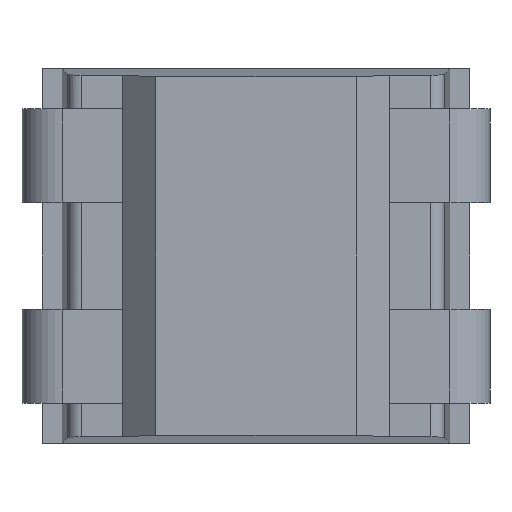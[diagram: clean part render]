
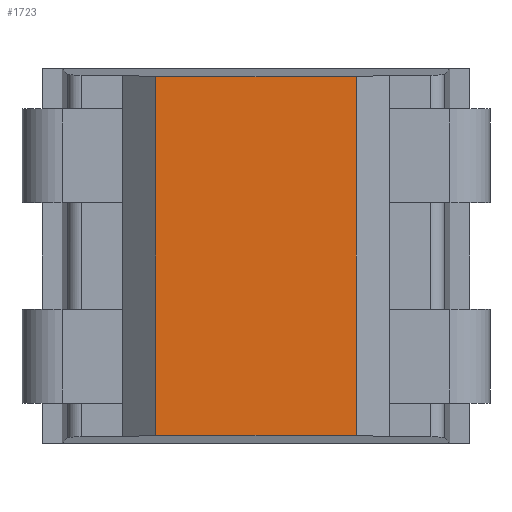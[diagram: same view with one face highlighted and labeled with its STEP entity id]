
A CAD part, front view. The second image highlights one B-rep face of the part: STEP entity #1723.
In plain terms, the highlighted planar face has unit normal (0, -1, 0).
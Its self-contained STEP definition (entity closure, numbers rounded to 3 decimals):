
#151=FACE_OUTER_BOUND('',#251,.T.);
#251=EDGE_LOOP('',(#1385,#1386,#1387,#1388));
#403=LINE('',#2726,#604);
#414=LINE('',#2752,#615);
#416=LINE('',#2755,#617);
#417=LINE('',#2756,#618);
#604=VECTOR('',#2227,1000.);
#615=VECTOR('',#2246,1000.);
#617=VECTOR('',#2250,1000.);
#618=VECTOR('',#2251,1000.);
#799=VERTEX_POINT('',#2723);
#800=VERTEX_POINT('',#2725);
#810=VERTEX_POINT('',#2749);
#811=VERTEX_POINT('',#2751);
#1001=EDGE_CURVE('',#799,#800,#403,.T.);
#1015=EDGE_CURVE('',#810,#811,#414,.T.);
#1017=EDGE_CURVE('',#810,#800,#416,.T.);
#1018=EDGE_CURVE('',#799,#811,#417,.T.);
#1385=ORIENTED_EDGE('',*,*,#1015,.F.);
#1386=ORIENTED_EDGE('',*,*,#1017,.T.);
#1387=ORIENTED_EDGE('',*,*,#1001,.F.);
#1388=ORIENTED_EDGE('',*,*,#1018,.T.);
#1627=PLANE('',#1883);
#1723=ADVANCED_FACE('',(#151),#1627,.F.);
#1883=AXIS2_PLACEMENT_3D('',#2754,#2248,#2249);
#2227=DIRECTION('',(-1.,0.,0.));
#2246=DIRECTION('',(1.,0.,0.));
#2248=DIRECTION('center_axis',(0.,1.,0.));
#2249=DIRECTION('ref_axis',(0.,0.,1.));
#2250=DIRECTION('',(0.,0.,-1.));
#2251=DIRECTION('',(0.,0.,1.));
#2723=CARTESIAN_POINT('',(0.75,-1.15,-1.34));
#2725=CARTESIAN_POINT('',(-0.75,-1.15,-1.34));
#2726=CARTESIAN_POINT('',(0.,-1.15,-1.34));
#2749=CARTESIAN_POINT('',(-0.75,-1.15,1.34));
#2751=CARTESIAN_POINT('',(0.75,-1.15,1.34));
#2752=CARTESIAN_POINT('',(0.,-1.15,1.34));
#2754=CARTESIAN_POINT('Origin',(0.,-1.15,0.));
#2755=CARTESIAN_POINT('',(-0.75,-1.15,0.));
#2756=CARTESIAN_POINT('',(0.75,-1.15,0.));
